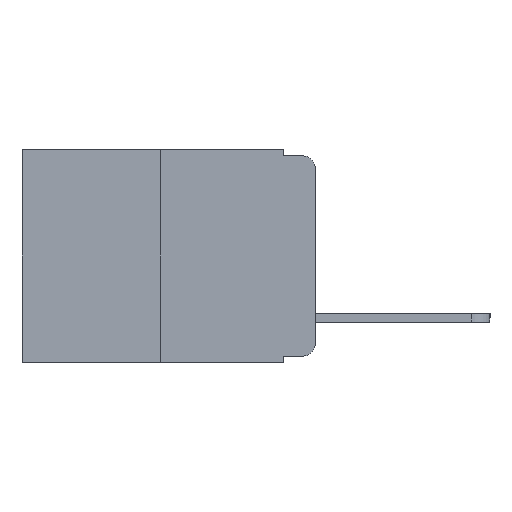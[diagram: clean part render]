
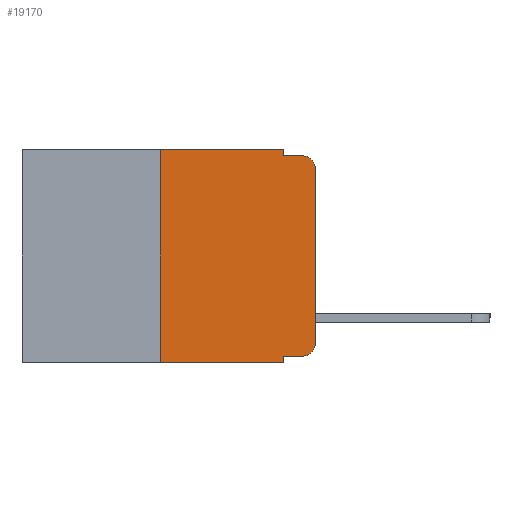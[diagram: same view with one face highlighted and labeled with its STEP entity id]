
A CAD part, left-side view. The second image highlights one B-rep face of the part: STEP entity #19170.
In plain terms, the highlighted planar face has unit normal (-1, 0, 0).
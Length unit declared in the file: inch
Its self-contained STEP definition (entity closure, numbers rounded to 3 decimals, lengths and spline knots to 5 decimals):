
#472 = CARTESIAN_POINT ( 'NONE',  ( 0., 0.051, -0.01 ) ) ;
#1084 = EDGE_CURVE ( 'NONE', #3504, #12503, #5978, .T. ) ;
#1575 = CARTESIAN_POINT ( 'NONE',  ( 0., 0., -0.03 ) ) ;
#1649 = CARTESIAN_POINT ( 'NONE',  ( 0., 0.25, 0. ) ) ;
#1759 = AXIS2_PLACEMENT_3D ( 'NONE', #5702, #5605, #5901 ) ;
#2603 = EDGE_CURVE ( 'NONE', #18000, #17598, #18466, .T. ) ;
#2637 = EDGE_CURVE ( 'NONE', #17598, #17444, #9731, .T. ) ;
#2643 = EDGE_CURVE ( 'NONE', #18641, #17444, #13290, .T. ) ;
#2661 = VERTEX_POINT ( 'NONE', #14949 ) ;
#2700 = EDGE_CURVE ( 'NONE', #10517, #18641, #19498, .T. ) ;
#2704 = EDGE_CURVE ( 'NONE', #3504, #3788, #8266, .T. ) ;
#2850 = EDGE_CURVE ( 'NONE', #2661, #12503, #8978, .T. ) ;
#2852 = VECTOR ( 'NONE', #6212, 39.37008 ) ;
#2963 = EDGE_CURVE ( 'NONE', #2661, #14539, #9712, .T. ) ;
#2985 = EDGE_CURVE ( 'NONE', #14539, #18000, #13269, .T. ) ;
#3438 = DIRECTION ( 'NONE',  ( 0., -1., 0. ) ) ;
#3504 = VERTEX_POINT ( 'NONE', #4641 ) ;
#3542 = CARTESIAN_POINT ( 'NONE',  ( 0., 0.02, -0.333 ) ) ;
#3689 = ORIENTED_EDGE ( 'NONE', *, *, #2985, .T. ) ;
#3788 = VERTEX_POINT ( 'NONE', #1649 ) ;
#4187 = EDGE_LOOP ( 'NONE', ( #6058, #10109, #12627, #11154, #16730, #19341, #18092, #16411, #19122, #3689 ) ) ;
#4380 = DIRECTION ( 'NONE',  ( 1., 0., 0. ) ) ;
#4641 = CARTESIAN_POINT ( 'NONE',  ( 0., 0.25, -0.343 ) ) ;
#4691 = CARTESIAN_POINT ( 'NONE',  ( 0., 0.473, 0. ) ) ;
#4831 = CARTESIAN_POINT ( 'NONE',  ( 0., 0.473, -0.343 ) ) ;
#5605 = DIRECTION ( 'NONE',  ( -1., 0., 0. ) ) ;
#5702 = CARTESIAN_POINT ( 'NONE',  ( 0., 0.02, -0.313 ) ) ;
#5901 = DIRECTION ( 'NONE',  ( 0., 0., -1. ) ) ;
#5978 = LINE ( 'NONE', #4831, #9669 ) ;
#6058 = ORIENTED_EDGE ( 'NONE', *, *, #2603, .T. ) ;
#6212 = DIRECTION ( 'NONE',  ( 0., -1., 0. ) ) ;
#6393 = LINE ( 'NONE', #4691, #2852 ) ;
#6735 = DIRECTION ( 'NONE',  ( 0., 0., -1. ) ) ;
#7082 = CARTESIAN_POINT ( 'NONE',  ( 0., 0.051, -0.333 ) ) ;
#7779 = VECTOR ( 'NONE', #7862, 39.37008 ) ;
#7862 = DIRECTION ( 'NONE',  ( 0., 0., -1. ) ) ;
#8059 = CARTESIAN_POINT ( 'NONE',  ( 0., 0.25, 0. ) ) ;
#8266 = LINE ( 'NONE', #8059, #11466 ) ;
#8382 = DIRECTION ( 'NONE',  ( 0., -1., 0. ) ) ;
#8505 = VECTOR ( 'NONE', #6735, 39.37008 ) ;
#8727 = CARTESIAN_POINT ( 'NONE',  ( 0., 0., -0.313 ) ) ;
#8978 = LINE ( 'NONE', #17994, #8505 ) ;
#9669 = VECTOR ( 'NONE', #3438, 39.37008 ) ;
#9712 = LINE ( 'NONE', #7082, #17136 ) ;
#9731 = CIRCLE ( 'NONE', #12555, 0.02 ) ;
#10109 = ORIENTED_EDGE ( 'NONE', *, *, #2637, .T. ) ;
#10517 = VERTEX_POINT ( 'NONE', #15379 ) ;
#11154 = ORIENTED_EDGE ( 'NONE', *, *, #2700, .F. ) ;
#11466 = VECTOR ( 'NONE', #19053, 39.37008 ) ;
#12366 = EDGE_CURVE ( 'NONE', #3788, #10517, #6393, .T. ) ;
#12503 = VERTEX_POINT ( 'NONE', #14245 ) ;
#12555 = AXIS2_PLACEMENT_3D ( 'NONE', #15092, #19225, #18977 ) ;
#12627 = ORIENTED_EDGE ( 'NONE', *, *, #2643, .F. ) ;
#13269 = CIRCLE ( 'NONE', #1759, 0.02 ) ;
#13290 = LINE ( 'NONE', #17489, #16695 ) ;
#13599 = CARTESIAN_POINT ( 'NONE',  ( 0., 0.473, 0. ) ) ;
#13628 = AXIS2_PLACEMENT_3D ( 'NONE', #13599, #4380, #15045 ) ;
#13771 = DIRECTION ( 'NONE',  ( 0., 0., 1. ) ) ;
#14245 = CARTESIAN_POINT ( 'NONE',  ( 0., 0.051, -0.343 ) ) ;
#14539 = VERTEX_POINT ( 'NONE', #3542 ) ;
#14949 = CARTESIAN_POINT ( 'NONE',  ( 0., 0.051, -0.333 ) ) ;
#15045 = DIRECTION ( 'NONE',  ( 0., 0., -1. ) ) ;
#15053 = DIRECTION ( 'NONE',  ( 0., -1., 0. ) ) ;
#15092 = CARTESIAN_POINT ( 'NONE',  ( 0., 0.02, -0.03 ) ) ;
#15379 = CARTESIAN_POINT ( 'NONE',  ( 0., 0.051, 0. ) ) ;
#15602 = CARTESIAN_POINT ( 'NONE',  ( 0., 0.051, 0. ) ) ;
#16001 = FACE_OUTER_BOUND ( 'NONE', #4187, .T. ) ;
#16411 = ORIENTED_EDGE ( 'NONE', *, *, #2850, .F. ) ;
#16440 = PLANE ( 'NONE',  #13628 ) ;
#16695 = VECTOR ( 'NONE', #15053, 39.37008 ) ;
#16730 = ORIENTED_EDGE ( 'NONE', *, *, #12366, .F. ) ;
#17136 = VECTOR ( 'NONE', #8382, 39.37008 ) ;
#17444 = VERTEX_POINT ( 'NONE', #19182 ) ;
#17489 = CARTESIAN_POINT ( 'NONE',  ( 0., 0.051, -0.01 ) ) ;
#17598 = VERTEX_POINT ( 'NONE', #1575 ) ;
#17994 = CARTESIAN_POINT ( 'NONE',  ( 0., 0.051, 0. ) ) ;
#18000 = VERTEX_POINT ( 'NONE', #8727 ) ;
#18037 = VECTOR ( 'NONE', #13771, 39.37008 ) ;
#18092 = ORIENTED_EDGE ( 'NONE', *, *, #1084, .T. ) ;
#18466 = LINE ( 'NONE', #18507, #18037 ) ;
#18507 = CARTESIAN_POINT ( 'NONE',  ( 0., 0., 0. ) ) ;
#18641 = VERTEX_POINT ( 'NONE', #472 ) ;
#18977 = DIRECTION ( 'NONE',  ( 0., 0., -1. ) ) ;
#19053 = DIRECTION ( 'NONE',  ( 0., 0., 1. ) ) ;
#19122 = ORIENTED_EDGE ( 'NONE', *, *, #2963, .T. ) ;
#19170 = ADVANCED_FACE ( 'NONE', ( #16001 ), #16440, .F. ) ;
#19182 = CARTESIAN_POINT ( 'NONE',  ( 0., 0.02, -0.01 ) ) ;
#19225 = DIRECTION ( 'NONE',  ( -1., 0., 0. ) ) ;
#19341 = ORIENTED_EDGE ( 'NONE', *, *, #2704, .F. ) ;
#19498 = LINE ( 'NONE', #15602, #7779 ) ;
